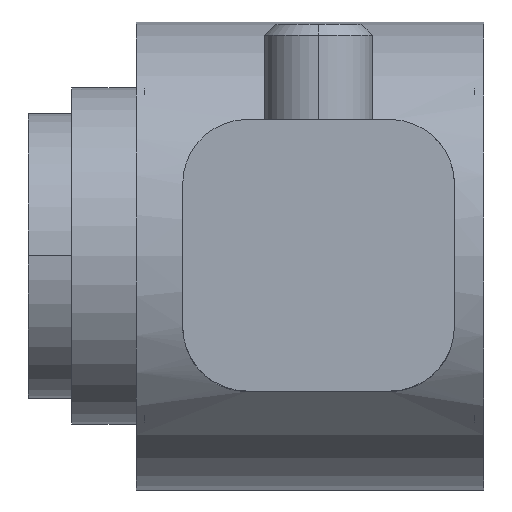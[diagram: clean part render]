
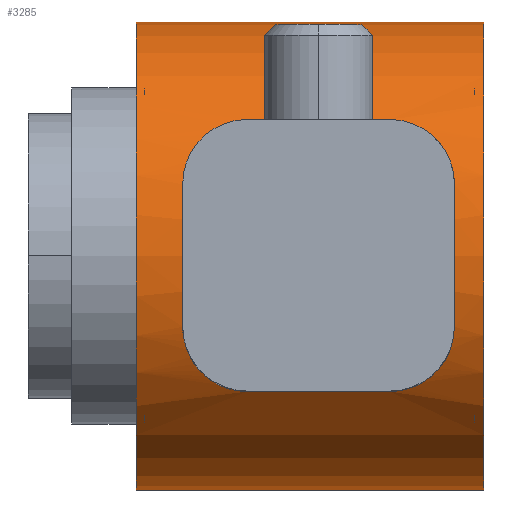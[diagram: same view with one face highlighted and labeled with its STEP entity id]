
A CAD part, top view. The second image highlights one B-rep face of the part: STEP entity #3285.
In plain terms, the highlighted cylindrical face has radius 54.25 mm (diameter 108.5 mm), a partial arc.
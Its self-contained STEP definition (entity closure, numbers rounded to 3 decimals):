
#308=DIRECTION('',(-1.,0.,0.));
#309=VECTOR('',#308,80.5);
#310=CARTESIAN_POINT('',(95.5,54.25,0.));
#311=LINE('',#310,#309);
#315=DIRECTION('',(-1.,0.,0.));
#316=VECTOR('',#315,80.5);
#317=CARTESIAN_POINT('',(95.5,-54.25,0.));
#318=LINE('',#317,#316);
#330=CARTESIAN_POINT('',(95.5,0.,0.));
#331=DIRECTION('',(1.,0.,0.));
#332=DIRECTION('',(0.,1.,0.));
#333=AXIS2_PLACEMENT_3D('',#330,#331,#332);
#338=CARTESIAN_POINT('',(88.75,0.,0.));
#339=DIRECTION('',(1.,0.,0.));
#340=DIRECTION('',(0.,0.304,0.953));
#341=AXIS2_PLACEMENT_3D('',#338,#339,#340);
#346=DIRECTION('',(1.,0.,0.));
#347=VECTOR('',#346,33.);
#348=CARTESIAN_POINT('',(40.75,31.5,44.168));
#349=LINE('',#348,#347);
#353=CARTESIAN_POINT('',(25.75,0.,0.));
#354=DIRECTION('',(1.,0.,0.));
#355=DIRECTION('',(0.,0.304,0.953));
#356=AXIS2_PLACEMENT_3D('',#353,#354,#355);
#361=DIRECTION('',(1.,0.,0.));
#362=VECTOR('',#361,33.);
#363=CARTESIAN_POINT('',(40.75,-31.5,44.168));
#364=LINE('',#363,#362);
#368=CARTESIAN_POINT('',(15.,0.,0.));
#369=DIRECTION('',(1.,0.,0.));
#370=DIRECTION('',(0.,1.,0.));
#371=AXIS2_PLACEMENT_3D('',#368,#369,#370);
#1608=CARTESIAN_POINT('',(73.75,31.5,44.168));
#1609=CARTESIAN_POINT('',(74.518,31.5,44.168));
#1610=CARTESIAN_POINT('',(76.089,31.383,44.252));
#1611=CARTESIAN_POINT('',(78.516,30.798,44.664));
#1612=CARTESIAN_POINT('',(80.864,29.788,45.348));
#1613=CARTESIAN_POINT('',(83.043,28.374,46.251));
#1614=CARTESIAN_POINT('',(85.026,26.517,47.347));
#1615=CARTESIAN_POINT('',(86.646,24.32,48.517));
#1616=CARTESIAN_POINT('',(87.848,21.865,49.675));
#1617=CARTESIAN_POINT('',(88.594,19.18,50.774));
#1618=CARTESIAN_POINT('',(88.75,17.39,51.396));
#1619=CARTESIAN_POINT('',(88.75,16.5,51.68));
#1684=CARTESIAN_POINT('',(25.75,16.5,51.68));
#1685=CARTESIAN_POINT('',(25.75,17.389,51.396));
#1686=CARTESIAN_POINT('',(25.906,19.18,50.774));
#1687=CARTESIAN_POINT('',(26.651,21.864,49.676));
#1688=CARTESIAN_POINT('',(27.853,24.319,48.517));
#1689=CARTESIAN_POINT('',(29.473,26.516,47.347));
#1690=CARTESIAN_POINT('',(31.456,28.373,46.252));
#1691=CARTESIAN_POINT('',(33.635,29.788,45.348));
#1692=CARTESIAN_POINT('',(35.984,30.798,44.664));
#1693=CARTESIAN_POINT('',(38.411,31.383,44.252));
#1694=CARTESIAN_POINT('',(39.983,31.5,44.168));
#1695=CARTESIAN_POINT('',(40.75,31.5,44.168));
#1804=CARTESIAN_POINT('',(40.75,-31.5,44.168));
#1805=CARTESIAN_POINT('',(39.982,-31.5,44.168));
#1806=CARTESIAN_POINT('',(38.411,-31.383,44.252));
#1807=CARTESIAN_POINT('',(35.984,-30.798,44.664));
#1808=CARTESIAN_POINT('',(33.636,-29.788,45.348));
#1809=CARTESIAN_POINT('',(31.457,-28.374,46.251));
#1810=CARTESIAN_POINT('',(29.474,-26.517,47.347));
#1811=CARTESIAN_POINT('',(27.854,-24.32,48.517));
#1812=CARTESIAN_POINT('',(26.652,-21.865,49.675));
#1813=CARTESIAN_POINT('',(25.906,-19.18,50.774));
#1814=CARTESIAN_POINT('',(25.75,-17.39,51.396));
#1815=CARTESIAN_POINT('',(25.75,-16.5,51.68));
#1834=CARTESIAN_POINT('',(88.75,-16.5,51.68));
#1835=CARTESIAN_POINT('',(88.75,-17.389,51.396));
#1836=CARTESIAN_POINT('',(88.594,-19.18,50.774));
#1837=CARTESIAN_POINT('',(87.849,-21.864,49.676));
#1838=CARTESIAN_POINT('',(86.647,-24.319,48.517));
#1839=CARTESIAN_POINT('',(85.027,-26.516,47.347));
#1840=CARTESIAN_POINT('',(83.044,-28.373,46.252));
#1841=CARTESIAN_POINT('',(80.865,-29.788,45.348));
#1842=CARTESIAN_POINT('',(78.516,-30.798,44.664));
#1843=CARTESIAN_POINT('',(76.089,-31.383,44.252));
#1844=CARTESIAN_POINT('',(74.517,-31.5,44.168));
#1845=CARTESIAN_POINT('',(73.75,-31.5,44.168));
#2682=CARTESIAN_POINT('',(95.5,54.25,0.));
#2683=CARTESIAN_POINT('',(15.,54.25,0.));
#2684=VERTEX_POINT('',#2682);
#2685=VERTEX_POINT('',#2683);
#2690=CARTESIAN_POINT('',(95.5,-54.25,0.));
#2691=CARTESIAN_POINT('',(15.,-54.25,0.));
#2692=VERTEX_POINT('',#2690);
#2693=VERTEX_POINT('',#2691);
#2699=CARTESIAN_POINT('',(40.75,31.5,44.168));
#2701=VERTEX_POINT('',#2699);
#2704=CARTESIAN_POINT('',(25.75,16.5,51.68));
#2705=VERTEX_POINT('',#2704);
#2707=CARTESIAN_POINT('',(88.75,16.5,51.68));
#2709=VERTEX_POINT('',#2707);
#2712=CARTESIAN_POINT('',(73.75,31.5,44.168));
#2713=VERTEX_POINT('',#2712);
#2715=CARTESIAN_POINT('',(25.75,-16.5,51.68));
#2717=VERTEX_POINT('',#2715);
#2720=CARTESIAN_POINT('',(40.75,-31.5,44.168));
#2721=VERTEX_POINT('',#2720);
#2723=CARTESIAN_POINT('',(73.75,-31.5,44.168));
#2725=VERTEX_POINT('',#2723);
#2728=CARTESIAN_POINT('',(88.75,-16.5,51.68));
#2729=VERTEX_POINT('',#2728);
#3255=CARTESIAN_POINT('',(-4.775,0.,0.));
#3256=DIRECTION('',(1.,0.,0.));
#3257=DIRECTION('',(0.,-1.,0.));
#3258=AXIS2_PLACEMENT_3D('',#3255,#3256,#3257);
#3259=CYLINDRICAL_SURFACE('',#3258,54.25);
#3260=ORIENTED_EDGE('',*,*,#3245,.F.);
#3261=ORIENTED_EDGE('',*,*,#3133,.T.);
#3262=ORIENTED_EDGE('',*,*,#3249,.T.);
#3264=ORIENTED_EDGE('',*,*,#3263,.F.);
#3265=EDGE_LOOP('',(#3260,#3261,#3262,#3264));
#3266=FACE_OUTER_BOUND('',#3265,.F.);
#3268=ORIENTED_EDGE('',*,*,#3267,.F.);
#3270=ORIENTED_EDGE('',*,*,#3269,.F.);
#3272=ORIENTED_EDGE('',*,*,#3271,.F.);
#3274=ORIENTED_EDGE('',*,*,#3273,.F.);
#3276=ORIENTED_EDGE('',*,*,#3275,.T.);
#3278=ORIENTED_EDGE('',*,*,#3277,.F.);
#3280=ORIENTED_EDGE('',*,*,#3279,.T.);
#3282=ORIENTED_EDGE('',*,*,#3281,.F.);
#3283=EDGE_LOOP('',(#3268,#3270,#3272,#3274,#3276,#3278,#3280,#3282));
#3284=FACE_BOUND('',#3283,.F.);
#3285=ADVANCED_FACE('',(#3266,#3284),#3259,.T.);
#334=CIRCLE('',#333,54.25);
#342=CIRCLE('',#341,54.25);
#357=CIRCLE('',#356,54.25);
#372=CIRCLE('',#371,54.25);
#1620=B_SPLINE_CURVE_WITH_KNOTS('',3,(#1608,#1609,#1610,#1611,#1612,#1613,#1614,
#1615,#1616,#1617,#1618,#1619),.UNSPECIFIED.,.F.,.F.,(4,1,1,1,1,1,1,1,1,4),
(0.,0.111,0.222,0.333,0.444,
0.556,0.667,0.778,0.889,1.),
.UNSPECIFIED.);
#1696=B_SPLINE_CURVE_WITH_KNOTS('',3,(#1684,#1685,#1686,#1687,#1688,#1689,#1690,
#1691,#1692,#1693,#1694,#1695),.UNSPECIFIED.,.F.,.F.,(4,1,1,1,1,1,1,1,1,4),
(0.,0.111,0.222,0.333,0.444,
0.556,0.667,0.778,0.889,1.),
.UNSPECIFIED.);
#1816=B_SPLINE_CURVE_WITH_KNOTS('',3,(#1804,#1805,#1806,#1807,#1808,#1809,#1810,
#1811,#1812,#1813,#1814,#1815),.UNSPECIFIED.,.F.,.F.,(4,1,1,1,1,1,1,1,1,4),
(0.,0.111,0.222,0.333,0.444,
0.556,0.667,0.778,0.889,1.),
.UNSPECIFIED.);
#1846=B_SPLINE_CURVE_WITH_KNOTS('',3,(#1834,#1835,#1836,#1837,#1838,#1839,#1840,
#1841,#1842,#1843,#1844,#1845),.UNSPECIFIED.,.F.,.F.,(4,1,1,1,1,1,1,1,1,4),
(0.,0.111,0.222,0.333,0.444,
0.556,0.667,0.778,0.889,1.),
.UNSPECIFIED.);
#3133=EDGE_CURVE('',#2684,#2692,#334,.T.);
#3245=EDGE_CURVE('',#2684,#2685,#311,.T.);
#3249=EDGE_CURVE('',#2692,#2693,#318,.T.);
#3263=EDGE_CURVE('',#2685,#2693,#372,.T.);
#3267=EDGE_CURVE('',#2709,#2729,#342,.T.);
#3269=EDGE_CURVE('',#2713,#2709,#1620,.T.);
#3271=EDGE_CURVE('',#2701,#2713,#349,.T.);
#3273=EDGE_CURVE('',#2705,#2701,#1696,.T.);
#3275=EDGE_CURVE('',#2705,#2717,#357,.T.);
#3277=EDGE_CURVE('',#2721,#2717,#1816,.T.);
#3279=EDGE_CURVE('',#2721,#2725,#364,.T.);
#3281=EDGE_CURVE('',#2729,#2725,#1846,.T.);
